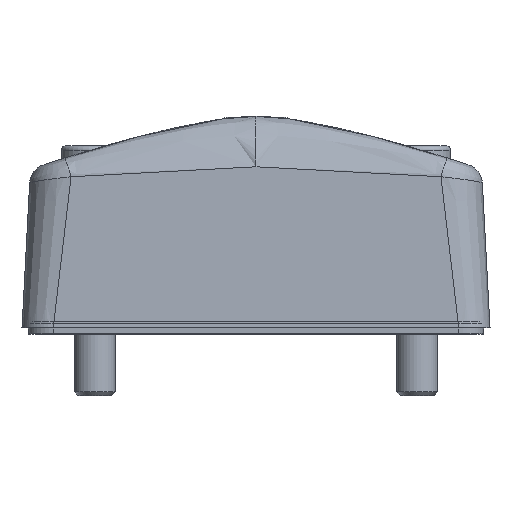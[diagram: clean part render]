
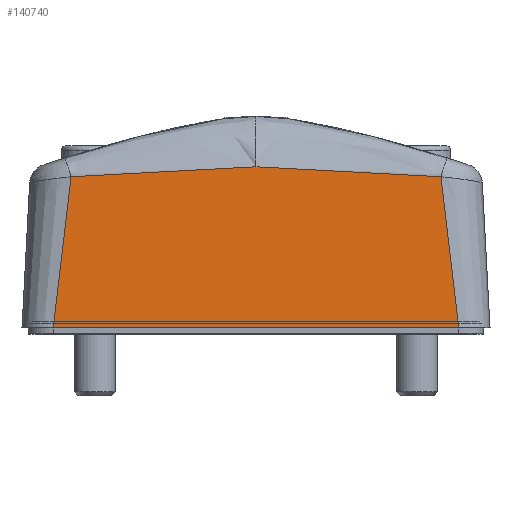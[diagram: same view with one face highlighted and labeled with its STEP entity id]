
A CAD part, left-side view. The second image highlights one B-rep face of the part: STEP entity #140740.
In plain terms, the highlighted planar face has unit normal (-0.999, 0, 0.052).
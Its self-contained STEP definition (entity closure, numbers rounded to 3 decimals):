
#7504=CARTESIAN_POINT('',(-202.5,38.988,-30.));
#7505=VERTEX_POINT('',#7504);
#7572=CARTESIAN_POINT('',(-202.5,-38.988,-30.));
#7573=VERTEX_POINT('',#7572);
#7586=CARTESIAN_POINT('',(-202.5,-38.988,-30.));
#7587=DIRECTION('',(0.0,1.0,0.0));
#7588=VECTOR('',#7587,77.976);
#7589=LINE('',#7586,#7588);
#7590=EDGE_CURVE('',#7573,#7505,#7589,.T.);
#140272=CARTESIAN_POINT('',(-200.976,-35.558,-0.916));
#140273=VERTEX_POINT('',#140272);
#140274=CARTESIAN_POINT('',(-200.976,-35.558,-0.916));
#140275=DIRECTION('',(-0.052,-0.117,-0.992));
#140276=VECTOR('',#140275,29.326);
#140277=LINE('',#140274,#140276);
#140278=EDGE_CURVE('',#140273,#7573,#140277,.T.);
#140540=CARTESIAN_POINT('',(-200.875,0.0,1.0));
#140541=VERTEX_POINT('',#140540);
#140542=CARTESIAN_POINT('',(-200.976,-35.558,-0.916));
#140543=CARTESIAN_POINT('',(-200.975,-35.392,-0.899));
#140544=CARTESIAN_POINT('',(-200.973,-35.035,-0.864));
#140545=CARTESIAN_POINT('',(-200.969,-34.225,-0.787));
#140546=CARTESIAN_POINT('',(-200.961,-32.568,-0.64));
#140547=CARTESIAN_POINT('',(-200.948,-29.584,-0.395));
#140548=CARTESIAN_POINT('',(-200.932,-25.24,-0.074));
#140549=CARTESIAN_POINT('',(-200.915,-20.357,0.247));
#140550=CARTESIAN_POINT('',(-200.899,-15.159,0.544));
#140551=CARTESIAN_POINT('',(-200.886,-9.868,0.789));
#140552=CARTESIAN_POINT('',(-200.878,-4.709,0.957));
#140553=CARTESIAN_POINT('',(-200.875,-1.505,1.0));
#140554=CARTESIAN_POINT('',(-200.875,0.0,1.0));
#140555=B_SPLINE_CURVE_WITH_KNOTS('',3,(#140542,#140543,#140544,#140545,#140546,#140547,#140548,#140549,#140550,#140551,#140552,#140553,#140554),.UNSPECIFIED.,.F.,.U.,(4,1,1,1,1,1,1,1,1,1,4),(0.0,0.031,0.063,0.125,0.25,0.375,0.5,0.625,0.75,0.875,1.0),.UNSPECIFIED.);
#140556=EDGE_CURVE('',#140273,#140541,#140555,.T.);
#140694=CARTESIAN_POINT('',(-200.976,35.558,-0.916));
#140695=VERTEX_POINT('',#140694);
#140703=CARTESIAN_POINT('',(-200.976,35.558,-0.916));
#140704=CARTESIAN_POINT('',(-200.975,35.392,-0.899));
#140705=CARTESIAN_POINT('',(-200.973,35.035,-0.864));
#140706=CARTESIAN_POINT('',(-200.969,34.225,-0.787));
#140707=CARTESIAN_POINT('',(-200.961,32.568,-0.64));
#140708=CARTESIAN_POINT('',(-200.948,29.584,-0.395));
#140709=CARTESIAN_POINT('',(-200.932,25.24,-0.074));
#140710=CARTESIAN_POINT('',(-200.915,20.357,0.247));
#140711=CARTESIAN_POINT('',(-200.899,15.159,0.544));
#140712=CARTESIAN_POINT('',(-200.886,9.868,0.789));
#140713=CARTESIAN_POINT('',(-200.878,4.709,0.957));
#140714=CARTESIAN_POINT('',(-200.875,1.505,1.0));
#140715=CARTESIAN_POINT('',(-200.875,0.0,1.0));
#140716=B_SPLINE_CURVE_WITH_KNOTS('',3,(#140703,#140704,#140705,#140706,#140707,#140708,#140709,#140710,#140711,#140712,#140713,#140714,#140715),.UNSPECIFIED.,.F.,.U.,(4,1,1,1,1,1,1,1,1,1,4),(0.0,0.031,0.063,0.125,0.25,0.375,0.5,0.625,0.75,0.875,1.0),.UNSPECIFIED.);
#140717=EDGE_CURVE('',#140695,#140541,#140716,.T.);
#140723=CARTESIAN_POINT('',(-202.581,42.887,-31.55));
#140724=DIRECTION('',(-0.999,0.0,0.052));
#140725=DIRECTION('',(0.052,0.0,0.999));
#140726=AXIS2_PLACEMENT_3D('',#140723,#140724,#140725);
#140727=PLANE('',#140726);
#140728=CARTESIAN_POINT('',(-200.976,35.558,-0.916));
#140729=DIRECTION('',(-0.052,0.117,-0.992));
#140730=VECTOR('',#140729,29.326);
#140731=LINE('',#140728,#140730);
#140732=EDGE_CURVE('',#140695,#7505,#140731,.T.);
#140733=ORIENTED_EDGE('',*,*,#140732,.T.);
#140734=ORIENTED_EDGE('',*,*,#7590,.F.);
#140735=ORIENTED_EDGE('',*,*,#140278,.F.);
#140736=ORIENTED_EDGE('',*,*,#140556,.T.);
#140737=ORIENTED_EDGE('',*,*,#140717,.F.);
#140738=EDGE_LOOP('',(#140733,#140734,#140735,#140736,#140737));
#140739=FACE_OUTER_BOUND('',#140738,.T.);
#140740=ADVANCED_FACE('',(#140739),#140727,.T.);
